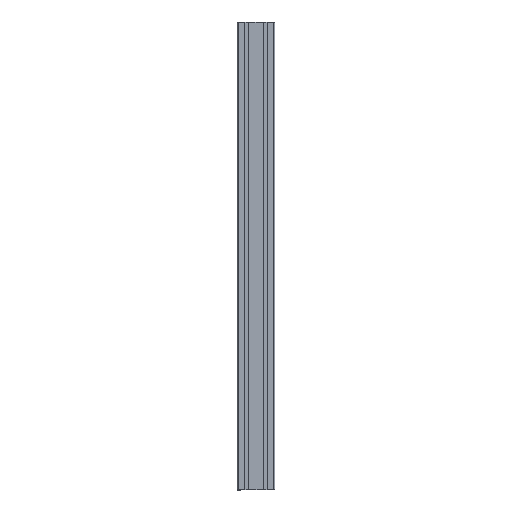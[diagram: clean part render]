
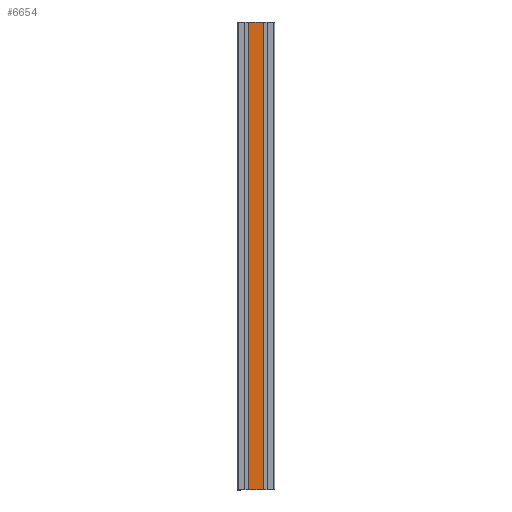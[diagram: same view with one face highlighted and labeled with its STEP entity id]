
A CAD part, front view. The second image highlights one B-rep face of the part: STEP entity #6654.
In plain terms, the highlighted planar face has unit normal (0, -1, 0).
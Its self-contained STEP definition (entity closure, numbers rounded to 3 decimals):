
#3480=ORIENTED_EDGE('',*,*,#4825,.T.);
#3481=ORIENTED_EDGE('',*,*,#4826,.F.);
#3482=ORIENTED_EDGE('',*,*,#4822,.F.);
#3483=ORIENTED_EDGE('',*,*,#4827,.T.);
#4020=VECTOR('',#5548,1.);
#4023=VECTOR('',#5553,1.);
#4024=VECTOR('',#5554,1.);
#4025=VECTOR('',#5555,1.);
#4312=LINE('',#6172,#4020);
#4315=LINE('',#6178,#4023);
#4316=LINE('',#6179,#4024);
#4317=LINE('',#6180,#4025);
#4536=VERTEX_POINT('',#6170);
#4537=VERTEX_POINT('',#6171);
#4538=VERTEX_POINT('',#6176);
#4539=VERTEX_POINT('',#6177);
#4822=EDGE_CURVE('',#4536,#4537,#4312,.T.);
#4825=EDGE_CURVE('',#4538,#4539,#4315,.T.);
#4826=EDGE_CURVE('',#4537,#4539,#4316,.T.);
#4827=EDGE_CURVE('',#4536,#4538,#4317,.T.);
#4984=EDGE_LOOP('',(#3480,#3481,#3482,#3483));
#5112=FACE_BOUND('',#4984,.T.);
#5548=DIRECTION('',(-1000.,0.,0.));
#5551=DIRECTION('',(0.,-1.,0.));
#5552=DIRECTION('',(-1.,0.,0.));
#5553=DIRECTION('',(-1000.,0.,0.));
#5554=DIRECTION('',(0.,0.,31.8));
#5555=DIRECTION('',(0.,0.,31.8));
#6170=CARTESIAN_POINT('',(1000.,-20.,-15.9));
#6171=CARTESIAN_POINT('',(0.,-20.,-15.9));
#6172=CARTESIAN_POINT('',(1000.,-20.,-15.9));
#6175=CARTESIAN_POINT('',(1000.,-20.,15.9));
#6176=CARTESIAN_POINT('',(1000.,-20.,15.9));
#6177=CARTESIAN_POINT('',(0.,-20.,15.9));
#6178=CARTESIAN_POINT('',(1000.,-20.,15.9));
#6179=CARTESIAN_POINT('',(0.,-20.,-15.9));
#6180=CARTESIAN_POINT('',(1000.,-20.,-15.9));
#6432=AXIS2_PLACEMENT_3D('',#6175,#5551,#5552);
#6553=PLANE('',#6432);
#6654=ADVANCED_FACE('',(#5112),#6553,.T.);
